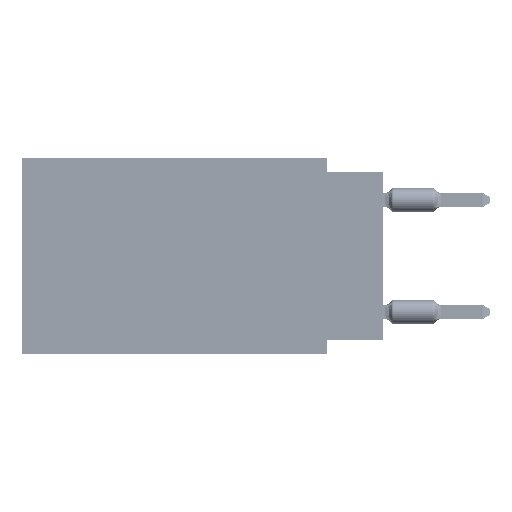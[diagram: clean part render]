
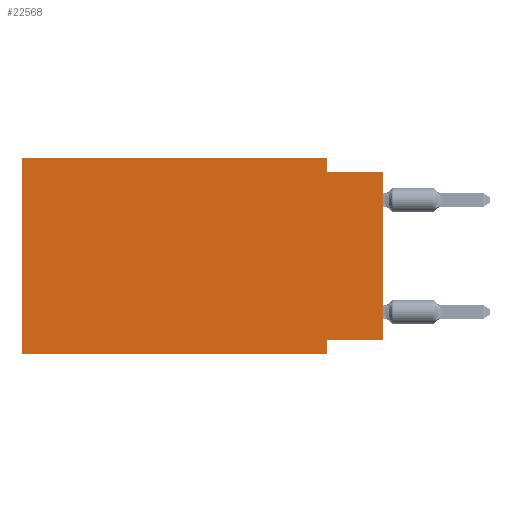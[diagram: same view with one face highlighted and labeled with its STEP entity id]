
A CAD part, left-side view. The second image highlights one B-rep face of the part: STEP entity #22568.
In plain terms, the highlighted planar face has unit normal (-1, 0, 0).
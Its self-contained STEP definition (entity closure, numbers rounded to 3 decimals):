
#71 = DIRECTION ( 'NONE',  ( 0., 0., -1. ) ) ;
#938 = DIRECTION ( 'NONE',  ( 0., 0., -1. ) ) ;
#1026 = VECTOR ( 'NONE', #30292, 1000. ) ;
#2556 = ORIENTED_EDGE ( 'NONE', *, *, #29763, .F. ) ;
#6025 = CARTESIAN_POINT ( 'NONE',  ( 0., 0., 0. ) ) ;
#6268 = LINE ( 'NONE', #26449, #46428 ) ;
#7539 = CARTESIAN_POINT ( 'NONE',  ( 0., 2.54, -8.89 ) ) ;
#8168 = DIRECTION ( 'NONE',  ( 0., -1., 0. ) ) ;
#11741 = DIRECTION ( 'NONE',  ( 0., 1., 0. ) ) ;
#14088 = VERTEX_POINT ( 'NONE', #43627 ) ;
#14886 = ORIENTED_EDGE ( 'NONE', *, *, #41011, .F. ) ;
#15468 = ORIENTED_EDGE ( 'NONE', *, *, #67099, .T. ) ;
#16244 = CARTESIAN_POINT ( 'NONE',  ( 0., 0., -8.255 ) ) ;
#17502 = CARTESIAN_POINT ( 'NONE',  ( 0., 0., -8.255 ) ) ;
#17840 = EDGE_LOOP ( 'NONE', ( #15468, #42799, #2556, #23020, #68004, #74936, #14886, #35394 ) ) ;
#17979 = AXIS2_PLACEMENT_3D ( 'NONE', #80716, #61324, #62553 ) ;
#19414 = LINE ( 'NONE', #49564, #71927 ) ;
#19960 = EDGE_CURVE ( 'NONE', #14088, #77506, #66277, .T. ) ;
#21321 = VERTEX_POINT ( 'NONE', #81111 ) ;
#22568 = ADVANCED_FACE ( 'NONE', ( #74129 ), #68335, .F. ) ;
#23020 = ORIENTED_EDGE ( 'NONE', *, *, #42114, .F. ) ;
#25709 = LINE ( 'NONE', #80593, #1026 ) ;
#26178 = VECTOR ( 'NONE', #938, 1000. ) ;
#26210 = VERTEX_POINT ( 'NONE', #70749 ) ;
#26353 = LINE ( 'NONE', #51505, #53678 ) ;
#26449 = CARTESIAN_POINT ( 'NONE',  ( 0., 2.54, 0. ) ) ;
#26630 = EDGE_CURVE ( 'NONE', #75765, #77176, #36098, .T. ) ;
#29763 = EDGE_CURVE ( 'NONE', #64773, #14088, #6268, .T. ) ;
#30292 = DIRECTION ( 'NONE',  ( 0., -1., 0. ) ) ;
#30899 = VECTOR ( 'NONE', #8168, 1000. ) ;
#34664 = EDGE_CURVE ( 'NONE', #26210, #57203, #19414, .T. ) ;
#35394 = ORIENTED_EDGE ( 'NONE', *, *, #26630, .F. ) ;
#36098 = LINE ( 'NONE', #17502, #57889 ) ;
#37703 = EDGE_CURVE ( 'NONE', #26210, #21321, #26353, .T. ) ;
#41011 = EDGE_CURVE ( 'NONE', #77176, #21321, #50852, .T. ) ;
#42114 = EDGE_CURVE ( 'NONE', #57203, #64773, #25709, .T. ) ;
#42799 = ORIENTED_EDGE ( 'NONE', *, *, #19960, .F. ) ;
#43627 = CARTESIAN_POINT ( 'NONE',  ( 0., 2.54, -0.635 ) ) ;
#44712 = VECTOR ( 'NONE', #75708, 1000. ) ;
#46428 = VECTOR ( 'NONE', #71, 1000. ) ;
#49564 = CARTESIAN_POINT ( 'NONE',  ( 0., 16.383, 0. ) ) ;
#50852 = LINE ( 'NONE', #7539, #26178 ) ;
#51505 = CARTESIAN_POINT ( 'NONE',  ( 0., 16.383, -8.89 ) ) ;
#53678 = VECTOR ( 'NONE', #58089, 1000. ) ;
#53836 = CARTESIAN_POINT ( 'NONE',  ( 0., 2.54, -8.255 ) ) ;
#57203 = VERTEX_POINT ( 'NONE', #68204 ) ;
#57889 = VECTOR ( 'NONE', #11741, 1000. ) ;
#58089 = DIRECTION ( 'NONE',  ( 0., -1., 0. ) ) ;
#61324 = DIRECTION ( 'NONE',  ( 1., 0., 0. ) ) ;
#62553 = DIRECTION ( 'NONE',  ( 0., 0., -1. ) ) ;
#64773 = VERTEX_POINT ( 'NONE', #79317 ) ;
#66277 = LINE ( 'NONE', #77860, #30899 ) ;
#66828 = CARTESIAN_POINT ( 'NONE',  ( 0., 0., -0.635 ) ) ;
#67099 = EDGE_CURVE ( 'NONE', #75765, #77506, #68289, .T. ) ;
#68004 = ORIENTED_EDGE ( 'NONE', *, *, #34664, .F. ) ;
#68204 = CARTESIAN_POINT ( 'NONE',  ( 0., 16.383, 0. ) ) ;
#68289 = LINE ( 'NONE', #6025, #44712 ) ;
#68335 = PLANE ( 'NONE',  #17979 ) ;
#70749 = CARTESIAN_POINT ( 'NONE',  ( 0., 16.383, -8.89 ) ) ;
#71927 = VECTOR ( 'NONE', #75945, 1000. ) ;
#74129 = FACE_OUTER_BOUND ( 'NONE', #17840, .T. ) ;
#74936 = ORIENTED_EDGE ( 'NONE', *, *, #37703, .T. ) ;
#75708 = DIRECTION ( 'NONE',  ( 0., 0., 1. ) ) ;
#75765 = VERTEX_POINT ( 'NONE', #16244 ) ;
#75945 = DIRECTION ( 'NONE',  ( 0., 0., 1. ) ) ;
#77176 = VERTEX_POINT ( 'NONE', #53836 ) ;
#77506 = VERTEX_POINT ( 'NONE', #66828 ) ;
#77860 = CARTESIAN_POINT ( 'NONE',  ( 0., 0., -0.635 ) ) ;
#79317 = CARTESIAN_POINT ( 'NONE',  ( 0., 2.54, 0. ) ) ;
#80593 = CARTESIAN_POINT ( 'NONE',  ( 0., 16.383, 0. ) ) ;
#80716 = CARTESIAN_POINT ( 'NONE',  ( 0., 16.383, 0. ) ) ;
#81111 = CARTESIAN_POINT ( 'NONE',  ( 0., 2.54, -8.89 ) ) ;
